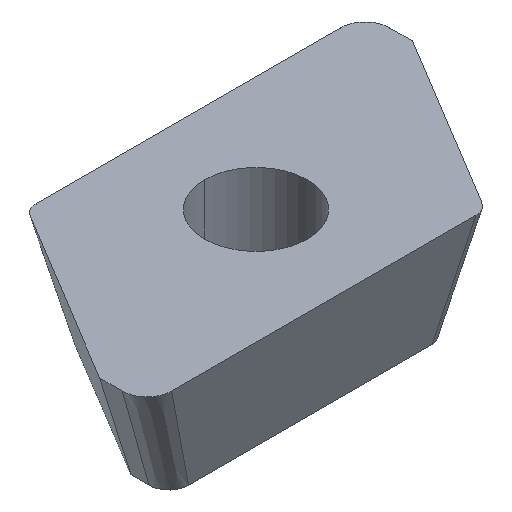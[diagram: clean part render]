
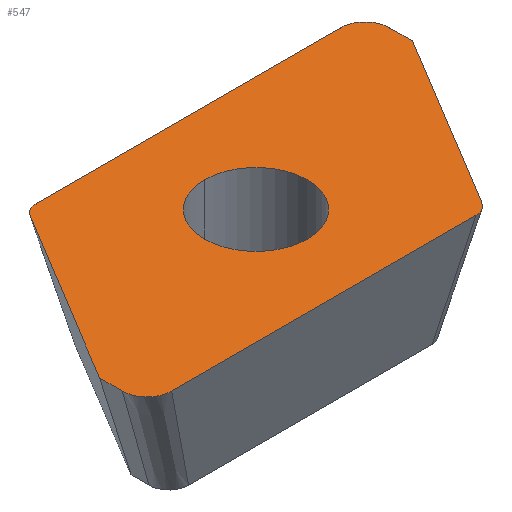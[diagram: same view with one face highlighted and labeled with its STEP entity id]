
A CAD part, isometric view. The second image highlights one B-rep face of the part: STEP entity #547.
In plain terms, the highlighted planar face has unit normal (0, 0, 1).
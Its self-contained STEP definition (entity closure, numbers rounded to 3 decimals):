
#70=CARTESIAN_POINT('',(-5.768,5.222,5.5));
#71=VERTEX_POINT('',#70);
#81=CARTESIAN_POINT('',(-5.1,5.6,5.5));
#82=VERTEX_POINT('',#81);
#83=CARTESIAN_POINT('',(-5.1,5.6,5.5));
#84=CARTESIAN_POINT('',(-5.301,5.6,5.5));
#85=CARTESIAN_POINT('',(-5.502,5.531,5.5));
#86=CARTESIAN_POINT('',(-5.665,5.394,5.5));
#87=CARTESIAN_POINT('',(-5.768,5.222,5.5));
#88=B_SPLINE_CURVE_WITH_KNOTS('',4,(#83,#84,#85,#86,#87),.UNSPECIFIED.,.F.,.F.,(5,5),(2.45,3.253),.UNSPECIFIED.);
#89=EDGE_CURVE('',#82,#71,#88,.T.);
#117=CARTESIAN_POINT('',(9.7,5.6,5.5));
#118=VERTEX_POINT('',#117);
#119=CARTESIAN_POINT('',(9.7,5.6,5.5));
#120=DIRECTION('',(-1.,-0.,0.));
#121=VECTOR('',#120,14.8);
#122=LINE('',#119,#121);
#123=EDGE_CURVE('',#118,#82,#122,.T.);
#147=CARTESIAN_POINT('',(-10.9,-3.3,5.5));
#148=VERTEX_POINT('',#147);
#155=CARTESIAN_POINT('',(-5.768,5.222,5.5));
#156=DIRECTION('',(-0.516,-0.857,0.));
#157=VECTOR('',#156,9.948);
#158=LINE('',#155,#157);
#159=EDGE_CURVE('',#71,#148,#158,.T.);
#207=CARTESIAN_POINT('',(10.9,4.4,5.5));
#208=VERTEX_POINT('',#207);
#209=CARTESIAN_POINT('',(10.9,4.4,5.5));
#210=CARTESIAN_POINT('',(10.9,4.871,5.5));
#211=CARTESIAN_POINT('',(10.649,5.349,5.5));
#212=CARTESIAN_POINT('',(10.171,5.6,5.5));
#213=CARTESIAN_POINT('',(9.7,5.6,5.5));
#214=B_SPLINE_CURVE_WITH_KNOTS('',4,(#209,#210,#211,#212,#213),.UNSPECIFIED.,.F.,.F.,(5,5),(1.885,3.77),.UNSPECIFIED.);
#215=EDGE_CURVE('',#208,#118,#214,.T.);
#243=CARTESIAN_POINT('',(10.9,3.3,5.5));
#244=VERTEX_POINT('',#243);
#245=CARTESIAN_POINT('',(10.9,3.3,5.5));
#246=DIRECTION('',(-0.,1.,0.));
#247=VECTOR('',#246,1.1);
#248=LINE('',#245,#247);
#249=EDGE_CURVE('',#244,#208,#248,.T.);
#274=CARTESIAN_POINT('',(5.768,-5.222,5.5));
#275=VERTEX_POINT('',#274);
#276=CARTESIAN_POINT('',(5.768,-5.222,5.5));
#277=DIRECTION('',(0.516,0.857,-0.));
#278=VECTOR('',#277,9.948);
#279=LINE('',#276,#278);
#280=EDGE_CURVE('',#275,#244,#279,.T.);
#333=CARTESIAN_POINT('',(5.1,-5.6,5.5));
#334=VERTEX_POINT('',#333);
#335=CARTESIAN_POINT('',(5.1,-5.6,5.5));
#336=CARTESIAN_POINT('',(5.301,-5.6,5.5));
#337=CARTESIAN_POINT('',(5.502,-5.531,5.5));
#338=CARTESIAN_POINT('',(5.665,-5.394,5.5));
#339=CARTESIAN_POINT('',(5.768,-5.222,5.5));
#340=B_SPLINE_CURVE_WITH_KNOTS('',4,(#335,#336,#337,#338,#339),.UNSPECIFIED.,.F.,.F.,(5,5),(0.,0.802),.UNSPECIFIED.);
#341=EDGE_CURVE('',#334,#275,#340,.T.);
#369=CARTESIAN_POINT('',(-9.7,-5.6,5.5));
#370=VERTEX_POINT('',#369);
#371=CARTESIAN_POINT('',(-9.7,-5.6,5.5));
#372=DIRECTION('',(1.,0.,-0.));
#373=VECTOR('',#372,14.8);
#374=LINE('',#371,#373);
#375=EDGE_CURVE('',#370,#334,#374,.T.);
#428=CARTESIAN_POINT('',(-10.9,-4.4,5.5));
#429=VERTEX_POINT('',#428);
#430=CARTESIAN_POINT('',(-10.9,-4.4,5.5));
#431=CARTESIAN_POINT('',(-10.9,-4.871,5.5));
#432=CARTESIAN_POINT('',(-10.649,-5.349,5.5));
#433=CARTESIAN_POINT('',(-10.171,-5.6,5.5));
#434=CARTESIAN_POINT('',(-9.7,-5.6,5.5));
#435=B_SPLINE_CURVE_WITH_KNOTS('',4,(#430,#431,#432,#433,#434),.UNSPECIFIED.,.F.,.F.,(5,5),(5.655,7.54),.UNSPECIFIED.);
#436=EDGE_CURVE('',#429,#370,#435,.T.);
#462=CARTESIAN_POINT('',(-10.9,-3.3,5.5));
#463=DIRECTION('',(0.,-1.,0.));
#464=VECTOR('',#463,1.1);
#465=LINE('',#462,#464);
#466=EDGE_CURVE('',#148,#429,#465,.T.);
#510=CARTESIAN_POINT('',(0.,0.,5.5));
#511=DIRECTION('',(0.,0.,-1.));
#512=DIRECTION('',(0.961,0.278,0.));
#513=AXIS2_PLACEMENT_3D('',#510,#511,#512);
#514=PLANE('',#513);
#515=ORIENTED_EDGE('',*,*,#89,.T.);
#516=ORIENTED_EDGE('',*,*,#159,.T.);
#517=ORIENTED_EDGE('',*,*,#466,.T.);
#518=ORIENTED_EDGE('',*,*,#436,.T.);
#519=ORIENTED_EDGE('',*,*,#375,.T.);
#520=ORIENTED_EDGE('',*,*,#341,.T.);
#521=ORIENTED_EDGE('',*,*,#280,.T.);
#522=ORIENTED_EDGE('',*,*,#249,.T.);
#523=ORIENTED_EDGE('',*,*,#215,.T.);
#524=ORIENTED_EDGE('',*,*,#123,.T.);
#525=EDGE_LOOP('',(#515,#516,#517,#518,#519,#520,#521,#522,#523,#524));
#526=FACE_BOUND('',#525,.T.);
#527=CARTESIAN_POINT('',(0.,-2.5,5.5));
#528=VERTEX_POINT('',#527);
#529=CARTESIAN_POINT('',(-0.,2.5,5.5));
#530=VERTEX_POINT('',#529);
#531=CARTESIAN_POINT('',(0.,0.,5.5));
#532=DIRECTION('',(0.,0.,-1.));
#533=DIRECTION('',(1.,0.,0.));
#534=AXIS2_PLACEMENT_3D('',#531,#532,#533);
#535=CIRCLE('',#534,2.5);
#536=EDGE_CURVE('',#528,#530,#535,.T.);
#537=ORIENTED_EDGE('',*,*,#536,.T.);
#538=CARTESIAN_POINT('',(0.,-0.,5.5));
#539=DIRECTION('',(0.,0.,-1.));
#540=DIRECTION('',(1.,0.,0.));
#541=AXIS2_PLACEMENT_3D('',#538,#539,#540);
#542=CIRCLE('',#541,2.5);
#543=EDGE_CURVE('',#530,#528,#542,.T.);
#544=ORIENTED_EDGE('',*,*,#543,.T.);
#545=EDGE_LOOP('',(#537,#544));
#546=FACE_BOUND('',#545,.T.);
#547=ADVANCED_FACE('CUT',(#526,#546),#514,.F.);
